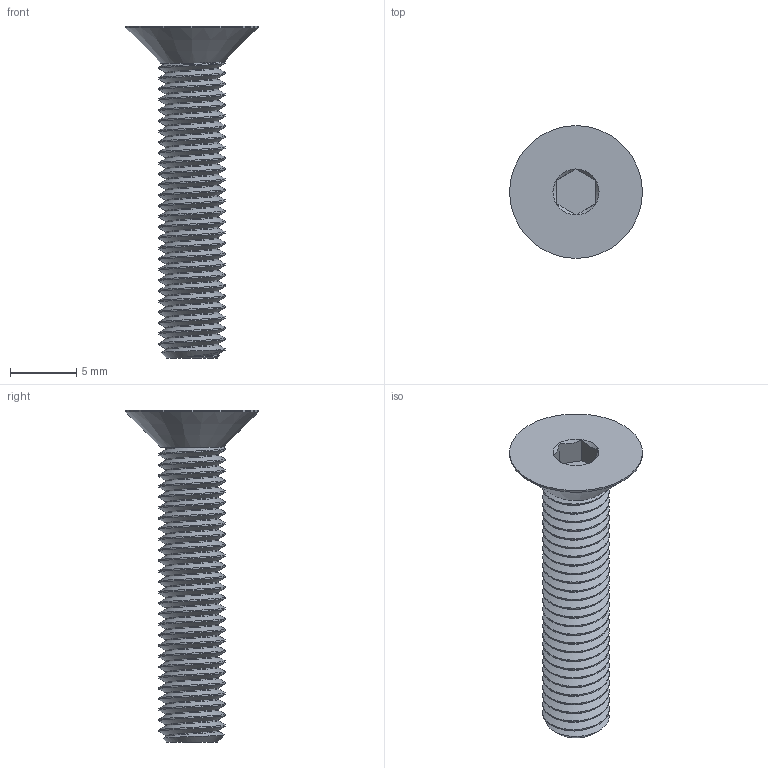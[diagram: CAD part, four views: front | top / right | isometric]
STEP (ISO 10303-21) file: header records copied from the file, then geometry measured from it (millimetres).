
FILE_DESCRIPTION(/* description */ ('STEP AP203'),/* implementation_level */ '2;1');
FILE_NAME(/* name */ 'screws_25mm_m5x0.8_ext.stp',/* time_stamp */ '2022-12-09T16:42:54+01:00',/* author */ ('Rik Ubaghs'),/* organization */ ('Managed by Terraform'),/* preprocessor_version */ 'ST-DEVELOPER v18.1',/* originating_system */ 'Autodesk Inventor 2021',/* authorisation */ '');
FILE_SCHEMA (('AUTOMOTIVE_DESIGN { 1 0 10303 214 3 1 1 }'));
Length unit declared in the file: millimetre
Products named in the file (1): screws_25mm_m5x0.8_ext
Bounding box: 10 x 10 x 25 mm (x, y, z)
Volume: 464.4 mm3; surface area: 747.5 mm2
Topology: 1 solids, 1 shells, 78 faces, 215 edges, 140 vertices
Faces by surface type: cylinder 58, plane 10, cone 8, bspline 2
Full cylindrical faces by diameter (mm): 3.961 x27, 5 x26, 10 x1
Entity records: 10785 total; most frequent: CARTESIAN_POINT 9063, ORIENTED_EDGE 430, DIRECTION 262, EDGE_CURVE 215, VERTEX_POINT 140, AXIS2_PLACEMENT_3D 96, EDGE_LOOP 79, FACE_OUTER_BOUND 78
